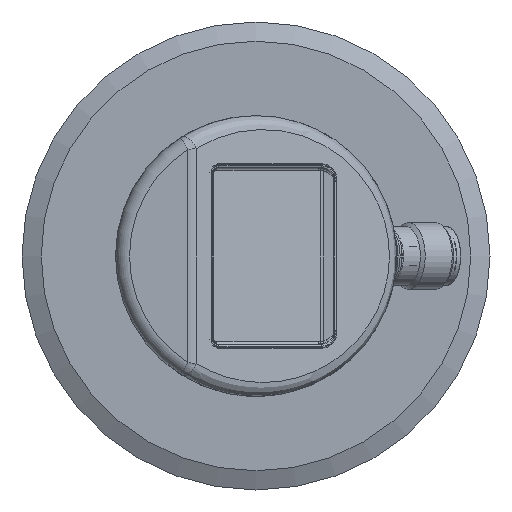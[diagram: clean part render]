
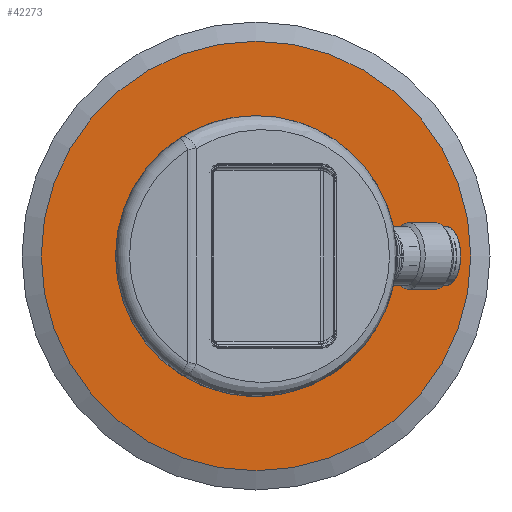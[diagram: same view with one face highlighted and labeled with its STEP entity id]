
A CAD part, front view. The second image highlights one B-rep face of the part: STEP entity #42273.
In plain terms, the highlighted planar face has unit normal (0, -1, 0).
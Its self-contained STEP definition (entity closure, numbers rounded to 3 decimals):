
#8015=ORIENTED_EDGE('',*,*,#16445,.T.);
#8016=ORIENTED_EDGE('',*,*,#16443,.T.);
#16443=EDGE_CURVE('',#20764,#20764,#23411,.T.);
#16445=EDGE_CURVE('',#20766,#20766,#23413,.F.);
#20764=VERTEX_POINT('',#54901);
#20766=VERTEX_POINT('',#54907);
#23411=CIRCLE('',#44143,38.55);
#23413=CIRCLE('',#44147,17.);
#24332=EDGE_LOOP('',(#8015));
#24333=EDGE_LOOP('',(#8016));
#26391=FACE_BOUND('',#24332,.T.);
#26392=FACE_BOUND('',#24333,.T.);
#28335=PLANE('',#44146);
#42273=ADVANCED_FACE('',(#26391,#26392),#28335,.T.);
#44143=AXIS2_PLACEMENT_3D('',#54900,#47383,#47384);
#44146=AXIS2_PLACEMENT_3D('',#54905,#47389,#47390);
#44147=AXIS2_PLACEMENT_3D('',#54906,#47391,#47392);
#47383=DIRECTION('',(0.,-1.,0.));
#47384=DIRECTION('',(1.,0.,0.));
#47389=DIRECTION('',(0.,-1.,0.));
#47390=DIRECTION('',(1.,0.,0.));
#47391=DIRECTION('',(0.,-1.,0.));
#47392=DIRECTION('',(1.,0.,0.));
#54900=CARTESIAN_POINT('',(0.,37.9,0.));
#54901=CARTESIAN_POINT('',(38.55,37.9,0.));
#54905=CARTESIAN_POINT('',(11.,37.9,0.));
#54906=CARTESIAN_POINT('',(0.,37.9,0.));
#54907=CARTESIAN_POINT('',(17.,37.9,0.));
